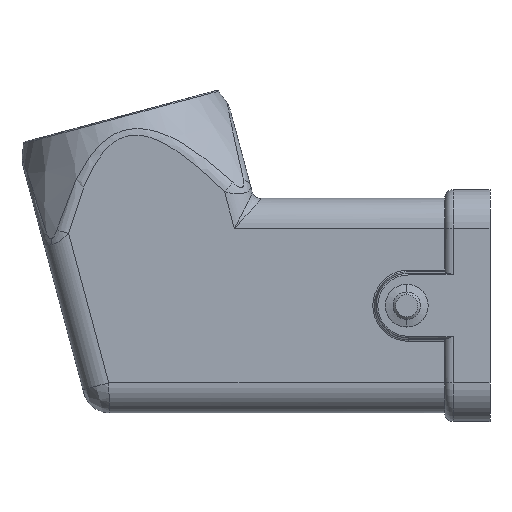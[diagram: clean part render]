
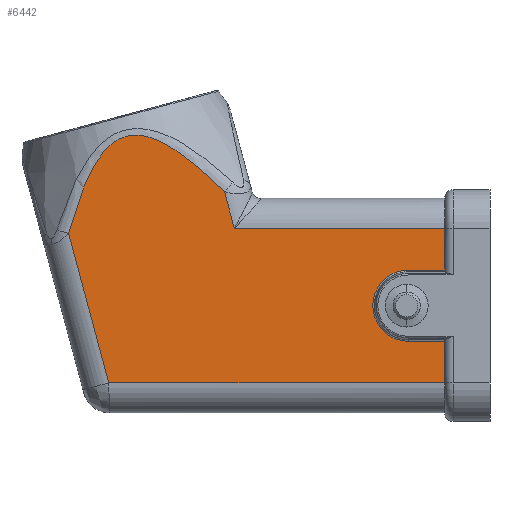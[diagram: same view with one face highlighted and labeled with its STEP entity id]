
A CAD part, left-side view. The second image highlights one B-rep face of the part: STEP entity #6442.
In plain terms, the highlighted planar face has unit normal (-1, 0, 0).
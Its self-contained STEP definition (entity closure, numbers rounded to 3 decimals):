
#1014=DIRECTION('',(0.,-1.,0.));
#1015=VECTOR('',#1014,39.128);
#1016=CARTESIAN_POINT('',(-12.5,44.428,
-9.));
#1017=LINE('',#1016,#1015);
#1022=DIRECTION('',(0.,0.259,0.966));
#1023=VECTOR('',#1022,18.04);
#1024=CARTESIAN_POINT('',(-12.5,44.428,
-9.));
#1025=LINE('',#1024,#1023);
#1026=CARTESIAN_POINT('',(-12.5,49.098,8.425));
#1027=CARTESIAN_POINT('',(-12.5,48.925,9.058));
#1028=CARTESIAN_POINT('',(-12.5,48.562,10.304));
#1029=CARTESIAN_POINT('',(-12.5,47.948,12.185));
#1030=CARTESIAN_POINT('',(-12.5,47.318,13.877));
#1031=CARTESIAN_POINT('',(-12.5,46.396,15.891));
#1032=CARTESIAN_POINT('',(-12.5,45.447,17.424));
#1033=CARTESIAN_POINT('',(-12.5,44.585,18.434));
#1034=CARTESIAN_POINT('',(-12.5,43.729,19.167));
#1035=CARTESIAN_POINT('',(-12.5,42.629,19.722));
#1036=CARTESIAN_POINT('',(-12.5,41.506,19.91));
#1037=CARTESIAN_POINT('',(-12.5,40.463,19.827));
#1038=CARTESIAN_POINT('',(-12.5,39.745,19.666));
#1039=CARTESIAN_POINT('',(-12.5,38.611,19.239));
#1040=CARTESIAN_POINT('',(-12.5,37.547,18.714));
#1041=CARTESIAN_POINT('',(-12.5,36.095,17.769));
#1042=CARTESIAN_POINT('',(-12.5,34.791,16.786));
#1043=CARTESIAN_POINT('',(-12.5,33.704,15.872));
#1044=CARTESIAN_POINT('',(-12.5,32.352,14.661));
#1045=CARTESIAN_POINT('',(-12.5,31.422,13.768));
#1046=CARTESIAN_POINT('',(-12.5,30.938,13.291));
#1048=DIRECTION('',(0.,-0.259,-0.966));
#1049=VECTOR('',#1048,4.442);
#1050=CARTESIAN_POINT('',(-12.5,30.938,13.291));
#1051=LINE('',#1050,#1049);
#1052=CARTESIAN_POINT('',(-12.5,9.5,0.));
#1053=DIRECTION('',(-1.,0.,0.));
#1054=DIRECTION('',(0.,0.,1.));
#1055=AXIS2_PLACEMENT_3D('',#1052,#1053,#1054);
#1068=DIRECTION('',(0.,0.,1.));
#1069=VECTOR('',#1068,4.847);
#1070=CARTESIAN_POINT('',(-12.5,5.3,
-9.));
#1071=LINE('',#1070,#1069);
#1122=DIRECTION('',(0.,1.,0.));
#1123=VECTOR('',#1122,4.201);
#1124=CARTESIAN_POINT('',(-12.5,5.3,
-4.153));
#1125=LINE('',#1124,#1123);
#1154=DIRECTION('',(0.,-1.,0.));
#1155=VECTOR('',#1154,4.2);
#1156=CARTESIAN_POINT('',(-12.5,9.5,4.153));
#1157=LINE('',#1156,#1155);
#1183=DIRECTION('',(0.,0.,1.));
#1184=VECTOR('',#1183,4.847);
#1185=CARTESIAN_POINT('',(-12.5,5.3,4.153));
#1186=LINE('',#1185,#1184);
#1352=DIRECTION('',(0.,1.,0.));
#1353=VECTOR('',#1352,24.488);
#1354=CARTESIAN_POINT('',(-12.5,5.3,9.));
#1355=LINE('',#1354,#1353);
#4433=CARTESIAN_POINT('',(-12.5,44.428,
-9.));
#4434=CARTESIAN_POINT('',(-12.5,5.3,
-9.));
#4435=VERTEX_POINT('',#4433);
#4436=VERTEX_POINT('',#4434);
#4437=CARTESIAN_POINT('',(-12.5,5.3,
-4.153));
#4438=VERTEX_POINT('',#4437);
#4439=CARTESIAN_POINT('',(-12.5,49.098,8.425));
#4440=VERTEX_POINT('',#4439);
#4441=VERTEX_POINT('',#1046);
#4442=CARTESIAN_POINT('',(-12.5,29.788,9.));
#4443=VERTEX_POINT('',#4442);
#4444=CARTESIAN_POINT('',(-12.5,5.3,9.));
#4445=VERTEX_POINT('',#4444);
#4446=CARTESIAN_POINT('',(-12.5,5.3,4.153));
#4447=VERTEX_POINT('',#4446);
#4448=CARTESIAN_POINT('',(-12.5,9.5,4.153));
#4449=VERTEX_POINT('',#4448);
#4450=CARTESIAN_POINT('',(-12.5,9.502,
-4.154));
#4451=VERTEX_POINT('',#4450);
#6416=CARTESIAN_POINT('',(-12.5,5.3,-9.));
#6417=DIRECTION('',(-1.,0.,0.));
#6418=DIRECTION('',(0.,0.,1.));
#6419=AXIS2_PLACEMENT_3D('',#6416,#6417,#6418);
#6420=PLANE('',#6419);
#6422=ORIENTED_EDGE('',*,*,#6421,.F.);
#6423=ORIENTED_EDGE('',*,*,#6406,.F.);
#6425=ORIENTED_EDGE('',*,*,#6424,.T.);
#6427=ORIENTED_EDGE('',*,*,#6426,.T.);
#6429=ORIENTED_EDGE('',*,*,#6428,.T.);
#6431=ORIENTED_EDGE('',*,*,#6430,.F.);
#6433=ORIENTED_EDGE('',*,*,#6432,.F.);
#6435=ORIENTED_EDGE('',*,*,#6434,.F.);
#6437=ORIENTED_EDGE('',*,*,#6436,.T.);
#6439=ORIENTED_EDGE('',*,*,#6438,.F.);
#6440=EDGE_LOOP('',(#6422,#6423,#6425,#6427,#6429,#6431,#6433,#6435,#6437,
#6439));
#6441=FACE_OUTER_BOUND('',#6440,.F.);
#6442=ADVANCED_FACE('',(#6441),#6420,.T.);
#1047=B_SPLINE_CURVE_WITH_KNOTS('',3,(#1026,#1027,#1028,#1029,#1030,#1031,#1032,
#1033,#1034,#1035,#1036,#1037,#1038,#1039,#1040,#1041,#1042,#1043,#1044,#1045,
#1046),.UNSPECIFIED.,.F.,.F.,(4,1,1,1,1,1,1,1,1,1,1,1,1,1,1,1,1,1,4),(0.,
0.056,0.111,0.167,0.222,
0.278,0.333,0.389,0.444,0.5,
0.556,0.611,0.667,0.722,
0.778,0.833,0.889,0.944,1.),
.UNSPECIFIED.);
#1056=CIRCLE('',#1055,4.154);
#6406=EDGE_CURVE('',#4435,#4436,#1017,.T.);
#6421=EDGE_CURVE('',#4436,#4438,#1071,.T.);
#6424=EDGE_CURVE('',#4435,#4440,#1025,.T.);
#6426=EDGE_CURVE('',#4440,#4441,#1047,.T.);
#6428=EDGE_CURVE('',#4441,#4443,#1051,.T.);
#6430=EDGE_CURVE('',#4445,#4443,#1355,.T.);
#6432=EDGE_CURVE('',#4447,#4445,#1186,.T.);
#6434=EDGE_CURVE('',#4449,#4447,#1157,.T.);
#6436=EDGE_CURVE('',#4449,#4451,#1056,.T.);
#6438=EDGE_CURVE('',#4438,#4451,#1125,.T.);
